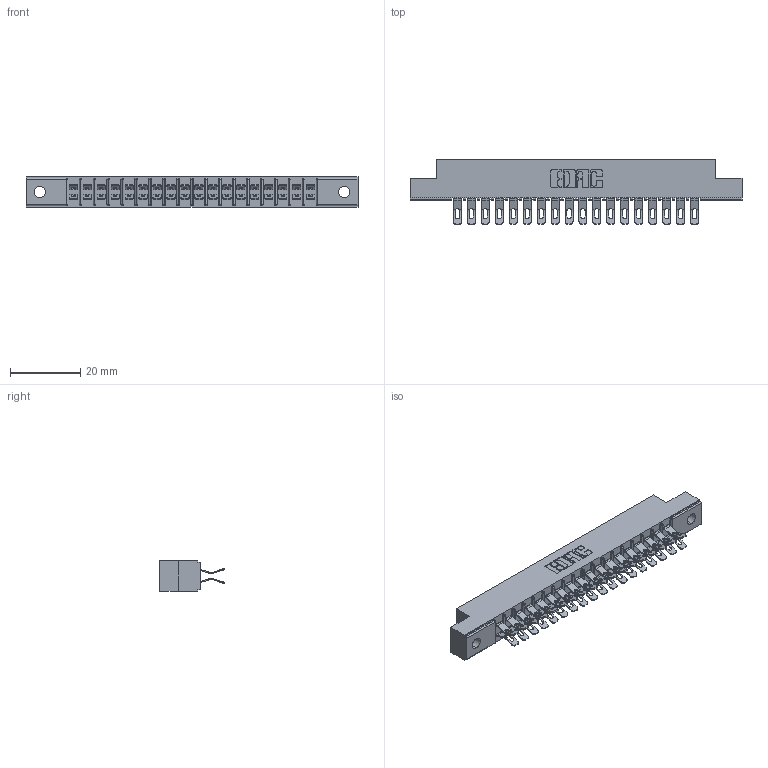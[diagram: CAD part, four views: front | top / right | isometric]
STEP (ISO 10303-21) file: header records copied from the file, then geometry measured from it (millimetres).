
FILE_DESCRIPTION (( 'STEP AP203' ), '1' );
FILE_NAME ('305-036-555-202.STEP', '2019-09-09T18:07:58', ( '' ), ( '' ), 'SwSTEP 2.0', 'SolidWorks 2016', '' );
FILE_SCHEMA (( 'CONFIG_CONTROL_DESIGN' ));
Length unit declared in the file: inch
Products named in the file (3): 305-036-555-202; 305-290-001_555; 305 Part_.128 Dia
Assembly tree (37 placements, depth 2):
  305-036-555-202
    305 Part_.128 Dia
    305-290-001_555  x36
Bounding box: 94.34 x 18.41 x 8.71 mm (x, y, z)
Volume: 5988.2 mm3; surface area: 11442.8 mm2
Topology: 37 solids, 37 shells, 2492 faces, 7426 edges, 4852 vertices
Faces by surface type: plane 1220, cylinder 1200, sphere 72
Entity records: 23037 total; most frequent: CARTESIAN_POINT 3830, ORIENTED_EDGE 3788, DIRECTION 3718, EDGE_CURVE 1894, LINE 1486, VECTOR 1486, VERTEX_POINT 1212, AXIS2_PLACEMENT_3D 1116
